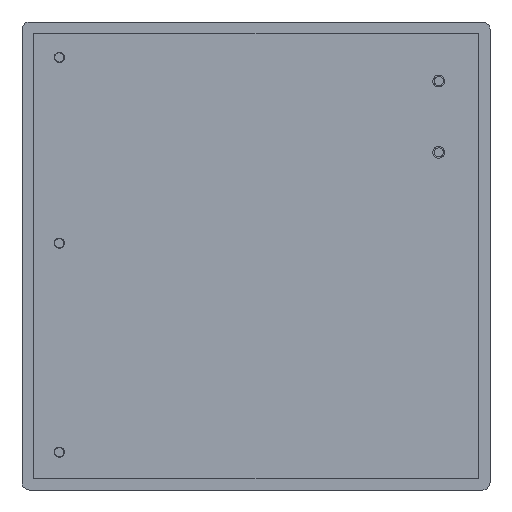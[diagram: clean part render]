
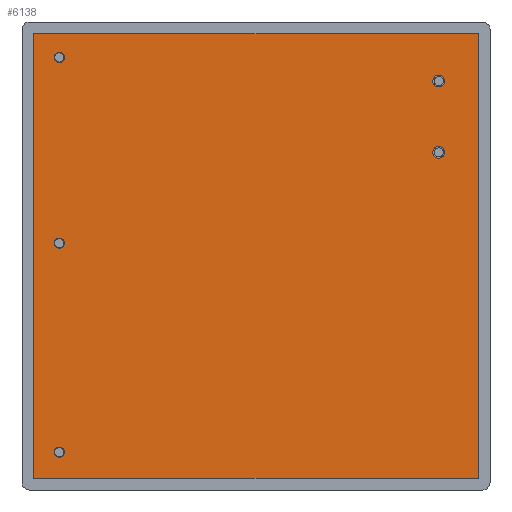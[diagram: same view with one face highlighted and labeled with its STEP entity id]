
A CAD part, front view. The second image highlights one B-rep face of the part: STEP entity #6138.
In plain terms, the highlighted planar face has unit normal (0, -1, 0).
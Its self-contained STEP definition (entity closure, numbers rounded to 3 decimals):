
#5747 = VERTEX_POINT('',#5748);
#5748 = CARTESIAN_POINT('',(10.,0.,5.345));
#5766 = VERTEX_POINT('',#5767);
#5767 = CARTESIAN_POINT('',(10.,0.,5.995));
#5773 = EDGE_CURVE('',#5747,#5766,#5774,.T.);
#5774 = CIRCLE('',#5775,0.325);
#5775 = AXIS2_PLACEMENT_3D('',#5776,#5777,#5778);
#5776 = CARTESIAN_POINT('',(10.,0.,5.67));
#5777 = DIRECTION('',(0.,-1.,0.));
#5778 = DIRECTION('',(0.,0.,-1.));
#5789 = VERTEX_POINT('',#5790);
#5790 = CARTESIAN_POINT('',(10.,0.,9.245));
#5808 = VERTEX_POINT('',#5809);
#5809 = CARTESIAN_POINT('',(10.,0.,9.895));
#5815 = EDGE_CURVE('',#5789,#5808,#5816,.T.);
#5816 = CIRCLE('',#5817,0.325);
#5817 = AXIS2_PLACEMENT_3D('',#5818,#5819,#5820);
#5818 = CARTESIAN_POINT('',(10.,0.,9.57));
#5819 = DIRECTION('',(0.,-1.,0.));
#5820 = DIRECTION('',(0.,0.,-1.));
#5831 = VERTEX_POINT('',#5832);
#5832 = CARTESIAN_POINT('',(-10.76,0.,-11.005));
#5850 = VERTEX_POINT('',#5851);
#5851 = CARTESIAN_POINT('',(-10.76,0.,-10.455));
#5857 = EDGE_CURVE('',#5831,#5850,#5858,.T.);
#5858 = CIRCLE('',#5859,0.275);
#5859 = AXIS2_PLACEMENT_3D('',#5860,#5861,#5862);
#5860 = CARTESIAN_POINT('',(-10.76,0.,-10.73));
#5861 = DIRECTION('',(0.,-1.,0.));
#5862 = DIRECTION('',(0.,0.,-1.));
#5873 = VERTEX_POINT('',#5874);
#5874 = CARTESIAN_POINT('',(-10.76,0.,0.425));
#5892 = VERTEX_POINT('',#5893);
#5893 = CARTESIAN_POINT('',(-10.76,0.,0.975));
#5899 = EDGE_CURVE('',#5873,#5892,#5900,.T.);
#5900 = CIRCLE('',#5901,0.275);
#5901 = AXIS2_PLACEMENT_3D('',#5902,#5903,#5904);
#5902 = CARTESIAN_POINT('',(-10.76,0.,0.7));
#5903 = DIRECTION('',(0.,-1.,0.));
#5904 = DIRECTION('',(0.,0.,-1.));
#5915 = VERTEX_POINT('',#5916);
#5916 = CARTESIAN_POINT('',(-10.76,0.,10.585));
#5934 = VERTEX_POINT('',#5935);
#5935 = CARTESIAN_POINT('',(-10.76,0.,11.135));
#5941 = EDGE_CURVE('',#5915,#5934,#5942,.T.);
#5942 = CIRCLE('',#5943,0.275);
#5943 = AXIS2_PLACEMENT_3D('',#5944,#5945,#5946);
#5944 = CARTESIAN_POINT('',(-10.76,0.,10.86));
#5945 = DIRECTION('',(0.,-1.,0.));
#5946 = DIRECTION('',(0.,0.,-1.));
#5956 = EDGE_CURVE('',#5957,#5959,#5961,.T.);
#5957 = VERTEX_POINT('',#5958);
#5958 = CARTESIAN_POINT('',(12.15,0.,12.15));
#5959 = VERTEX_POINT('',#5960);
#5960 = CARTESIAN_POINT('',(12.15,0.,-12.15));
#5961 = LINE('',#5962,#5963);
#5962 = CARTESIAN_POINT('',(12.15,0.,-12.15));
#5963 = VECTOR('',#5964,1.);
#5964 = DIRECTION('',(0.,-0.,-1.));
#5996 = EDGE_CURVE('',#5959,#5997,#5999,.T.);
#5997 = VERTEX_POINT('',#5998);
#5998 = CARTESIAN_POINT('',(-12.15,0.,-12.15));
#5999 = LINE('',#6000,#6001);
#6000 = CARTESIAN_POINT('',(-12.15,0.,-12.15));
#6001 = VECTOR('',#6002,1.);
#6002 = DIRECTION('',(-1.,-0.,-0.));
#6027 = EDGE_CURVE('',#5997,#6028,#6030,.T.);
#6028 = VERTEX_POINT('',#6029);
#6029 = CARTESIAN_POINT('',(-12.15,0.,12.15));
#6030 = LINE('',#6031,#6032);
#6031 = CARTESIAN_POINT('',(-12.15,0.,-12.15));
#6032 = VECTOR('',#6033,1.);
#6033 = DIRECTION('',(0.,0.,1.));
#6058 = EDGE_CURVE('',#6028,#5957,#6059,.T.);
#6059 = LINE('',#6060,#6061);
#6060 = CARTESIAN_POINT('',(-12.15,0.,12.15));
#6061 = VECTOR('',#6062,1.);
#6062 = DIRECTION('',(1.,0.,0.));
#6138 = ADVANCED_FACE('',(#6139,#6149,#6159,#6169,#6179,#6189),#6195,.F.
  );
#6139 = FACE_BOUND('',#6140,.T.);
#6140 = EDGE_LOOP('',(#6141,#6142));
#6141 = ORIENTED_EDGE('',*,*,#5773,.F.);
#6142 = ORIENTED_EDGE('',*,*,#6143,.F.);
#6143 = EDGE_CURVE('',#5766,#5747,#6144,.T.);
#6144 = CIRCLE('',#6145,0.325);
#6145 = AXIS2_PLACEMENT_3D('',#6146,#6147,#6148);
#6146 = CARTESIAN_POINT('',(10.,0.,5.67));
#6147 = DIRECTION('',(0.,-1.,0.));
#6148 = DIRECTION('',(0.,0.,-1.));
#6149 = FACE_BOUND('',#6150,.T.);
#6150 = EDGE_LOOP('',(#6151,#6152));
#6151 = ORIENTED_EDGE('',*,*,#5815,.F.);
#6152 = ORIENTED_EDGE('',*,*,#6153,.F.);
#6153 = EDGE_CURVE('',#5808,#5789,#6154,.T.);
#6154 = CIRCLE('',#6155,0.325);
#6155 = AXIS2_PLACEMENT_3D('',#6156,#6157,#6158);
#6156 = CARTESIAN_POINT('',(10.,0.,9.57));
#6157 = DIRECTION('',(0.,-1.,0.));
#6158 = DIRECTION('',(0.,0.,-1.));
#6159 = FACE_BOUND('',#6160,.T.);
#6160 = EDGE_LOOP('',(#6161,#6162));
#6161 = ORIENTED_EDGE('',*,*,#5857,.F.);
#6162 = ORIENTED_EDGE('',*,*,#6163,.F.);
#6163 = EDGE_CURVE('',#5850,#5831,#6164,.T.);
#6164 = CIRCLE('',#6165,0.275);
#6165 = AXIS2_PLACEMENT_3D('',#6166,#6167,#6168);
#6166 = CARTESIAN_POINT('',(-10.76,0.,-10.73));
#6167 = DIRECTION('',(0.,-1.,0.));
#6168 = DIRECTION('',(0.,0.,-1.));
#6169 = FACE_BOUND('',#6170,.T.);
#6170 = EDGE_LOOP('',(#6171,#6172));
#6171 = ORIENTED_EDGE('',*,*,#5899,.F.);
#6172 = ORIENTED_EDGE('',*,*,#6173,.F.);
#6173 = EDGE_CURVE('',#5892,#5873,#6174,.T.);
#6174 = CIRCLE('',#6175,0.275);
#6175 = AXIS2_PLACEMENT_3D('',#6176,#6177,#6178);
#6176 = CARTESIAN_POINT('',(-10.76,0.,0.7));
#6177 = DIRECTION('',(0.,-1.,0.));
#6178 = DIRECTION('',(0.,0.,-1.));
#6179 = FACE_BOUND('',#6180,.T.);
#6180 = EDGE_LOOP('',(#6181,#6182));
#6181 = ORIENTED_EDGE('',*,*,#5941,.F.);
#6182 = ORIENTED_EDGE('',*,*,#6183,.F.);
#6183 = EDGE_CURVE('',#5934,#5915,#6184,.T.);
#6184 = CIRCLE('',#6185,0.275);
#6185 = AXIS2_PLACEMENT_3D('',#6186,#6187,#6188);
#6186 = CARTESIAN_POINT('',(-10.76,0.,10.86));
#6187 = DIRECTION('',(0.,-1.,0.));
#6188 = DIRECTION('',(0.,0.,-1.));
#6189 = FACE_BOUND('',#6190,.T.);
#6190 = EDGE_LOOP('',(#6191,#6192,#6193,#6194));
#6191 = ORIENTED_EDGE('',*,*,#5956,.F.);
#6192 = ORIENTED_EDGE('',*,*,#6058,.F.);
#6193 = ORIENTED_EDGE('',*,*,#6027,.F.);
#6194 = ORIENTED_EDGE('',*,*,#5996,.F.);
#6195 = PLANE('',#6196);
#6196 = AXIS2_PLACEMENT_3D('',#6197,#6198,#6199);
#6197 = CARTESIAN_POINT('',(0.,0.,0.));
#6198 = DIRECTION('',(0.,1.,0.));
#6199 = DIRECTION('',(0.,0.,1.));
